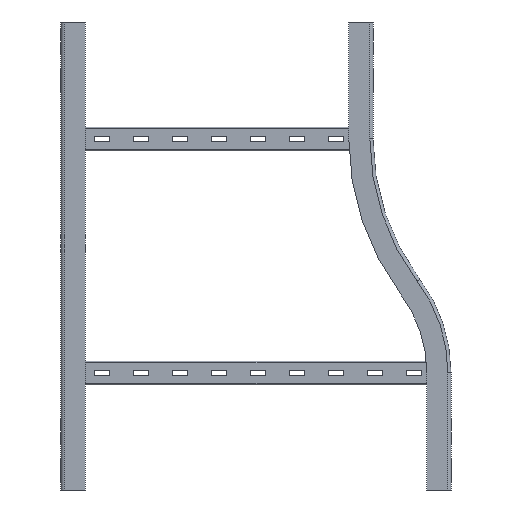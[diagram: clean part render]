
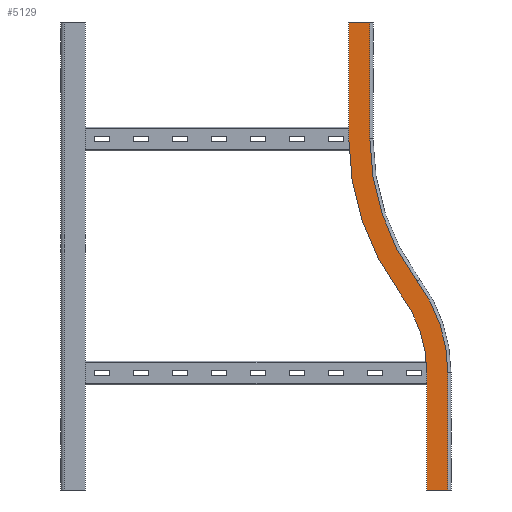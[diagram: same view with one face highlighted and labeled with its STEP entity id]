
A CAD part, front view. The second image highlights one B-rep face of the part: STEP entity #5129.
In plain terms, the highlighted planar face has unit normal (0, -1, 0).
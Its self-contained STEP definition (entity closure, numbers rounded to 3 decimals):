
#138=CIRCLE('',#5480,169.);
#140=CIRCLE('',#5483,196.);
#160=CIRCLE('',#5513,331.);
#162=CIRCLE('',#5516,304.);
#357=FACE_OUTER_BOUND('',#664,.T.);
#664=EDGE_LOOP('',(#3796,#3797,#3798,#3799,#3800,#3801,#3802,#3803,#3804,
#3805));
#996=LINE('',#7438,#1621);
#997=LINE('',#7444,#1622);
#1025=LINE('',#7601,#1650);
#1074=LINE('',#7705,#1699);
#1082=LINE('',#7723,#1707);
#1083=LINE('',#7725,#1708);
#1621=VECTOR('',#5975,10.);
#1622=VECTOR('',#5980,10.);
#1650=VECTOR('',#6168,10.);
#1699=VECTOR('',#6269,10.);
#1707=VECTOR('',#6291,10.);
#1708=VECTOR('',#6294,10.);
#2221=VERTEX_POINT('',#7431);
#2224=VERTEX_POINT('',#7436);
#2226=VERTEX_POINT('',#7441);
#2227=VERTEX_POINT('',#7443);
#2249=VERTEX_POINT('',#7505);
#2252=VERTEX_POINT('',#7512);
#2265=VERTEX_POINT('',#7559);
#2267=VERTEX_POINT('',#7565);
#2305=VERTEX_POINT('',#7703);
#2308=VERTEX_POINT('',#7721);
#2698=EDGE_CURVE('',#2221,#2224,#996,.T.);
#2700=EDGE_CURVE('',#2226,#2227,#997,.T.);
#2732=EDGE_CURVE('',#2249,#2221,#138,.T.);
#2734=EDGE_CURVE('',#2252,#2226,#140,.T.);
#2759=EDGE_CURVE('',#2265,#2249,#160,.T.);
#2761=EDGE_CURVE('',#2267,#2252,#162,.T.);
#2779=EDGE_CURVE('',#2227,#2224,#1025,.T.);
#2833=EDGE_CURVE('',#2305,#2267,#1074,.T.);
#2842=EDGE_CURVE('',#2308,#2305,#1082,.T.);
#2843=EDGE_CURVE('',#2265,#2308,#1083,.T.);
#3796=ORIENTED_EDGE('',*,*,#2833,.F.);
#3797=ORIENTED_EDGE('',*,*,#2842,.F.);
#3798=ORIENTED_EDGE('',*,*,#2843,.F.);
#3799=ORIENTED_EDGE('',*,*,#2759,.T.);
#3800=ORIENTED_EDGE('',*,*,#2732,.T.);
#3801=ORIENTED_EDGE('',*,*,#2698,.T.);
#3802=ORIENTED_EDGE('',*,*,#2779,.F.);
#3803=ORIENTED_EDGE('',*,*,#2700,.F.);
#3804=ORIENTED_EDGE('',*,*,#2734,.F.);
#3805=ORIENTED_EDGE('',*,*,#2761,.F.);
#4860=PLANE('',#5572);
#5129=ADVANCED_FACE('',(#357),#4860,.F.);
#5480=AXIS2_PLACEMENT_3D('',#7509,#6046,#6047);
#5483=AXIS2_PLACEMENT_3D('',#7514,#6052,#6053);
#5513=AXIS2_PLACEMENT_3D('',#7563,#6117,#6118);
#5516=AXIS2_PLACEMENT_3D('',#7568,#6123,#6124);
#5572=AXIS2_PLACEMENT_3D('',#7728,#6299,#6300);
#5975=DIRECTION('',(0.,0.,-1.));
#5980=DIRECTION('',(0.,0.,-1.));
#6046=DIRECTION('center_axis',(0.,1.,0.));
#6047=DIRECTION('ref_axis',(0.8,0.,0.6));
#6052=DIRECTION('center_axis',(0.,1.,0.));
#6053=DIRECTION('ref_axis',(0.8,0.,0.6));
#6117=DIRECTION('center_axis',(0.,-1.,0.));
#6118=DIRECTION('ref_axis',(-1.,0.,0.));
#6123=DIRECTION('center_axis',(0.,-1.,0.));
#6124=DIRECTION('ref_axis',(-1.,0.,0.));
#6168=DIRECTION('',(-1.,0.,0.));
#6269=DIRECTION('',(0.,0.,-1.));
#6291=DIRECTION('',(1.,0.,0.));
#6294=DIRECTION('',(0.,0.,1.));
#6299=DIRECTION('center_axis',(0.,1.,0.));
#6300=DIRECTION('ref_axis',(0.,0.,1.));
#7431=CARTESIAN_POINT('',(100.,0.,-300.));
#7436=CARTESIAN_POINT('',(100.,0.,-450.));
#7438=CARTESIAN_POINT('',(100.,0.,-300.));
#7441=CARTESIAN_POINT('',(127.,0.,-300.));
#7443=CARTESIAN_POINT('',(127.,0.,-450.));
#7444=CARTESIAN_POINT('',(127.,0.,-300.));
#7505=CARTESIAN_POINT('',(66.2,0.,-198.6));
#7509=CARTESIAN_POINT('Origin',(-69.,0.,-300.));
#7512=CARTESIAN_POINT('',(87.8,0.,-182.4));
#7514=CARTESIAN_POINT('Origin',(-69.,0.,
-300.));
#7559=CARTESIAN_POINT('',(0.,0.,0.));
#7563=CARTESIAN_POINT('Origin',(331.,0.,
0.));
#7565=CARTESIAN_POINT('',(27.,0.,0.));
#7568=CARTESIAN_POINT('Origin',(331.,0.,
0.));
#7601=CARTESIAN_POINT('',(127.,0.,-450.));
#7703=CARTESIAN_POINT('',(27.,0.,150.));
#7705=CARTESIAN_POINT('',(27.,0.,75.));
#7721=CARTESIAN_POINT('',(0.,0.,150.));
#7723=CARTESIAN_POINT('',(0.,0.,150.));
#7725=CARTESIAN_POINT('',(0.,0.,0.));
#7728=CARTESIAN_POINT('Origin',(70.786,0.,
75.));
